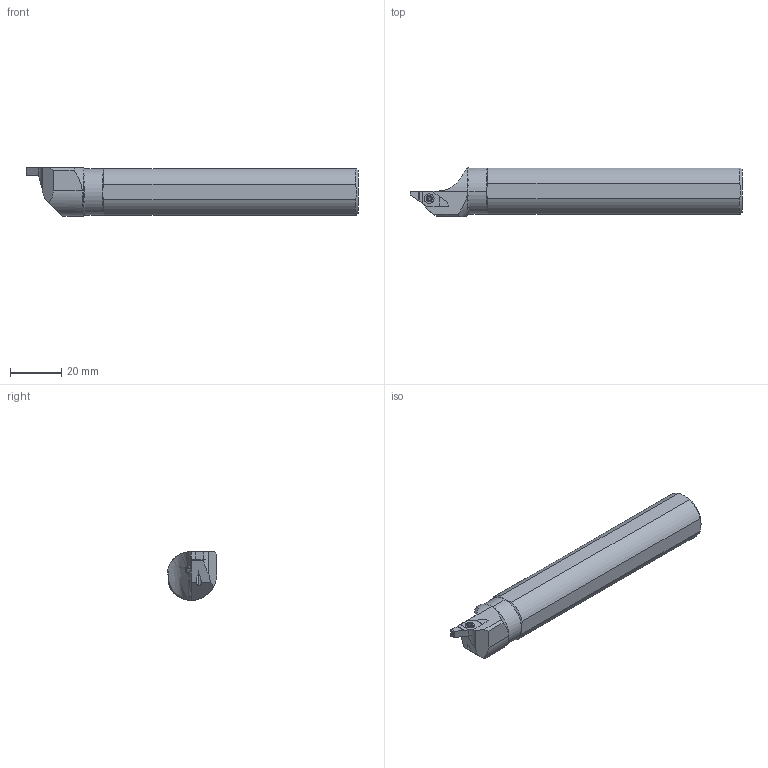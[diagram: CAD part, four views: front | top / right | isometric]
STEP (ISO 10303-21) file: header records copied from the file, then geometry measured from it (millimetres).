
FILE_DESCRIPTION (( 'STEP AP203' ), '1' );
FILE_NAME ('CUT-41-06.step', '2013-07-10T13:13:43', ( '' ), ( '' ), 'SwSTEP 2.0', 'SolidWorks 2013', '' );
FILE_SCHEMA (( 'CONFIG_CONTROL_DESIGN' ));
Length unit declared in the file: millimetre
Products named in the file (4): CUT-41-Kunde_06; CUT-41-Vorlage 1600-Kunde_D‚faut; MSP-7_M2,5X6-TX8 CERATIZIT   Schraube; CUT-41-06
Assembly tree (3 placements, depth 2):
  CUT-41-06
    CUT-41-Kunde_06
    CUT-41-Vorlage 1600-Kunde_D‚faut
    MSP-7_M2,5X6-TX8 CERATIZIT   Schraube
Bounding box: 130 x 19.28 x 19.05 mm (x, y, z)
Volume: 29004.6 mm3; surface area: 10148.7 mm2
Topology: 3 solids, 3 shells, 114 faces, 279 edges, 170 vertices
Faces by surface type: cylinder 46, plane 31, cone 28, torus 8, bspline 1
Entity records: 3982 total; most frequent: CARTESIAN_POINT 917, DIRECTION 578, ORIENTED_EDGE 550, EDGE_CURVE 275, AXIS2_PLACEMENT_3D 227, VERTEX_POINT 170, LINE 124, VECTOR 124
